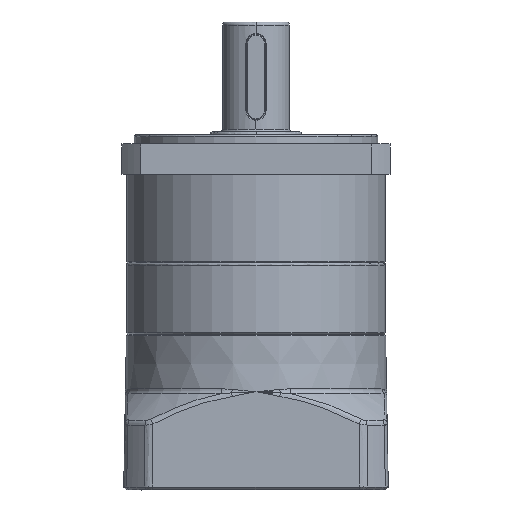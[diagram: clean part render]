
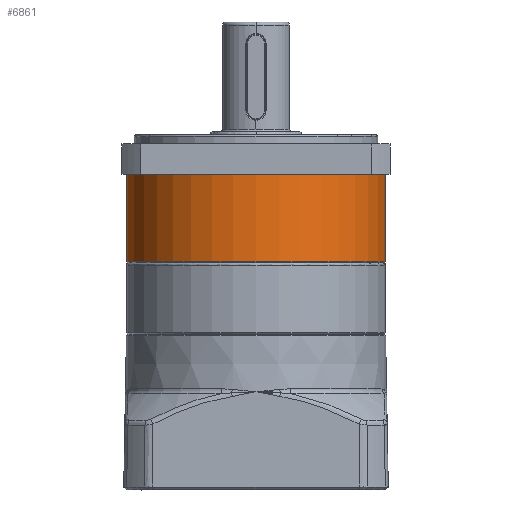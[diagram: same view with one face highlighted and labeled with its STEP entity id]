
A CAD part, front view. The second image highlights one B-rep face of the part: STEP entity #6861.
In plain terms, the highlighted cylindrical face has radius 42.5 mm (diameter 85 mm), a partial arc.
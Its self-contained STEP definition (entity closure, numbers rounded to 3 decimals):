
#507 = CARTESIAN_POINT ( 'NONE',  ( 0., 0., 2.9 ) ) ;
#1183 = CARTESIAN_POINT ( 'NONE',  ( -42.5, 0., 2.9 ) ) ;
#2121 = LINE ( 'NONE', #32628, #20401 ) ;
#3512 = CIRCLE ( 'NONE', #43185, 42.5 ) ;
#4525 = DIRECTION ( 'NONE',  ( -1., 0., 0. ) ) ;
#6861 = ADVANCED_FACE ( 'NONE', ( #13143 ), #33590, .T. ) ;
#7546 = EDGE_CURVE ( 'NONE', #31453, #8977, #2121, .T. ) ;
#8977 = VERTEX_POINT ( 'NONE', #29133 ) ;
#9415 = VERTEX_POINT ( 'NONE', #19324 ) ;
#12114 = AXIS2_PLACEMENT_3D ( 'NONE', #38341, #15317, #42255 ) ;
#12695 = EDGE_CURVE ( 'NONE', #9415, #8977, #20083, .T. ) ;
#13098 = VECTOR ( 'NONE', #27165, 1000. ) ;
#13143 = FACE_OUTER_BOUND ( 'NONE', #43408, .T. ) ;
#15055 = ORIENTED_EDGE ( 'NONE', *, *, #7546, .F. ) ;
#15317 = DIRECTION ( 'NONE',  ( 0., 0., -1. ) ) ;
#15958 = ORIENTED_EDGE ( 'NONE', *, *, #16770, .T. ) ;
#16770 = EDGE_CURVE ( 'NONE', #21281, #49404, #42548, .T. ) ;
#19324 = CARTESIAN_POINT ( 'NONE',  ( 0., -42.5, 2.9 ) ) ;
#20083 = CIRCLE ( 'NONE', #22525, 42.5 ) ;
#20401 = VECTOR ( 'NONE', #32833, 1000. ) ;
#20951 = ORIENTED_EDGE ( 'NONE', *, *, #12695, .T. ) ;
#21281 = VERTEX_POINT ( 'NONE', #39566 ) ;
#22525 = AXIS2_PLACEMENT_3D ( 'NONE', #47150, #47103, #47047 ) ;
#22751 = ORIENTED_EDGE ( 'NONE', *, *, #41165, .T. ) ;
#23341 = AXIS2_PLACEMENT_3D ( 'NONE', #46678, #47116, #46797 ) ;
#27165 = DIRECTION ( 'NONE',  ( 0., 0., -1. ) ) ;
#27644 = CARTESIAN_POINT ( 'NONE',  ( -42.5, 0., 31.5 ) ) ;
#27678 = DIRECTION ( 'NONE',  ( 0., 0., 1. ) ) ;
#29133 = CARTESIAN_POINT ( 'NONE',  ( 42.5, 0., 2.9 ) ) ;
#29290 = CIRCLE ( 'NONE', #12114, 42.5 ) ;
#31453 = VERTEX_POINT ( 'NONE', #46667 ) ;
#32628 = CARTESIAN_POINT ( 'NONE',  ( 42.5, 0., 31.5 ) ) ;
#32833 = DIRECTION ( 'NONE',  ( 0., 0., -1. ) ) ;
#33590 = CYLINDRICAL_SURFACE ( 'NONE', #23341, 42.5 ) ;
#36114 = EDGE_CURVE ( 'NONE', #49404, #9415, #3512, .T. ) ;
#38341 = CARTESIAN_POINT ( 'NONE',  ( 0., 0., 31.5 ) ) ;
#39566 = CARTESIAN_POINT ( 'NONE',  ( -42.5, 0., 31.5 ) ) ;
#41165 = EDGE_CURVE ( 'NONE', #31453, #21281, #29290, .T. ) ;
#42255 = DIRECTION ( 'NONE',  ( -1., 0., 0. ) ) ;
#42548 = LINE ( 'NONE', #27644, #13098 ) ;
#43185 = AXIS2_PLACEMENT_3D ( 'NONE', #507, #27678, #4525 ) ;
#43408 = EDGE_LOOP ( 'NONE', ( #15055, #22751, #15958, #47073, #20951 ) ) ;
#46667 = CARTESIAN_POINT ( 'NONE',  ( 42.5, 0., 31.5 ) ) ;
#46678 = CARTESIAN_POINT ( 'NONE',  ( 0., 0., 31.5 ) ) ;
#46797 = DIRECTION ( 'NONE',  ( -1., 0., 0. ) ) ;
#47047 = DIRECTION ( 'NONE',  ( -1., 0., 0. ) ) ;
#47073 = ORIENTED_EDGE ( 'NONE', *, *, #36114, .T. ) ;
#47103 = DIRECTION ( 'NONE',  ( 0., 0., 1. ) ) ;
#47116 = DIRECTION ( 'NONE',  ( 0., 0., -1. ) ) ;
#47150 = CARTESIAN_POINT ( 'NONE',  ( 0., 0., 2.9 ) ) ;
#49404 = VERTEX_POINT ( 'NONE', #1183 ) ;
